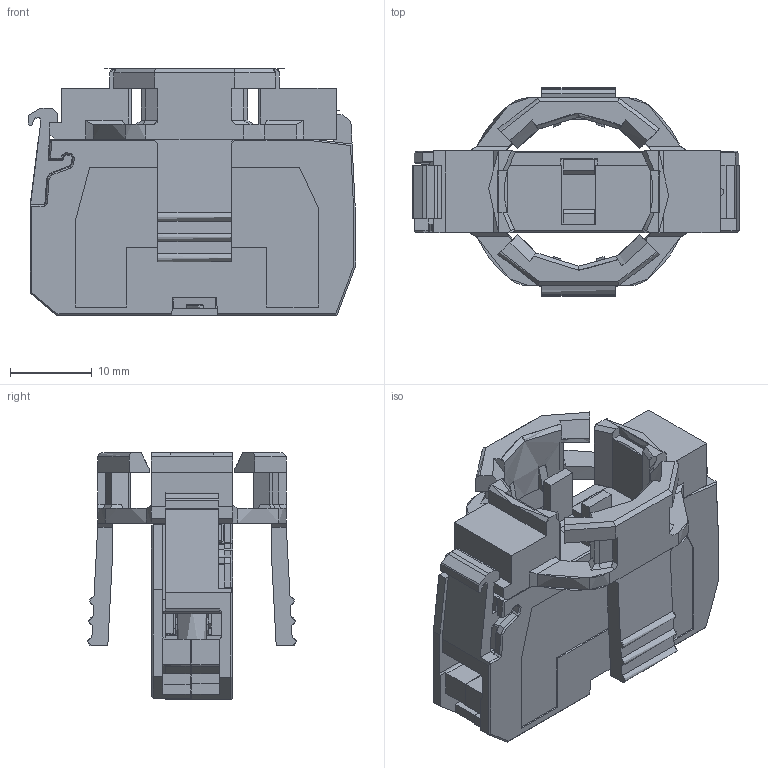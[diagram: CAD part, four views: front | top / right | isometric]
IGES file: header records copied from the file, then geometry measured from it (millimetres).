
Start section: START RECORD GO HERE
Global section: file name: 331E10; native system: IBM CATIA IGES - CATIA SOLUTIONS V4RELEASE 2.4 REFRESH 01; preprocessor: CATIA SOLUTIONS V4RELEASE 2.4 REFRESH 01; organization: DASSAULT SYSTEMES; date: 080428.160951; units: millimetre
Bounding box: 39.95 x 25.52 x 30.1 mm (x, y, z)
Topology: 0 solids, 0 shells, 1995 faces, 22608 edges, 33457 vertices
Faces by surface type: extrusion 1590, revolution 319, bspline 59, plane 27
